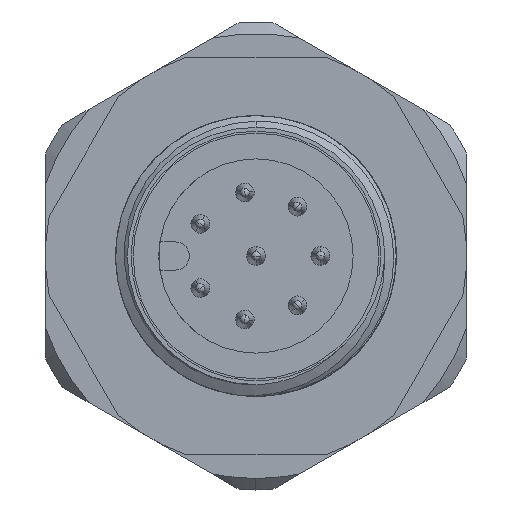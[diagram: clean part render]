
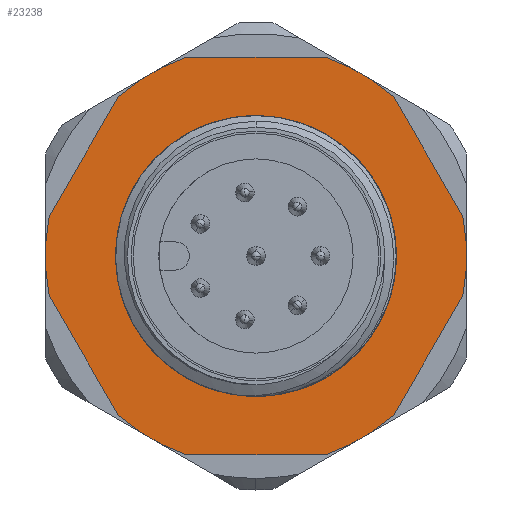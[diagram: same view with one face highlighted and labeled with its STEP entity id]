
A CAD part, left-side view. The second image highlights one B-rep face of the part: STEP entity #23238.
In plain terms, the highlighted face is planar.
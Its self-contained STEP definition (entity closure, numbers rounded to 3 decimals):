
#994 = EDGE_CURVE ( 'NONE', #4157, #2463, #60992, .T. ) ;
#1456 = CARTESIAN_POINT ( 'NONE',  ( -3.8, 2.958, -8.5 ) ) ;
#2249 = AXIS2_PLACEMENT_3D ( 'NONE', #39000, #34596, #40332 ) ;
#2463 = VERTEX_POINT ( 'NONE', #58580 ) ;
#3293 = EDGE_CURVE ( 'NONE', #58412, #19110, #62888, .T. ) ;
#3323 = VECTOR ( 'NONE', #33649, 1000. ) ;
#4157 = VERTEX_POINT ( 'NONE', #34133 ) ;
#5018 = ORIENTED_EDGE ( 'NONE', *, *, #32322, .F. ) ;
#5207 = CARTESIAN_POINT ( 'NONE',  ( -3.8, 5.882, 6.812 ) ) ;
#6377 = DIRECTION ( 'NONE',  ( -1., 0., 0. ) ) ;
#7102 = ORIENTED_EDGE ( 'NONE', *, *, #38093, .F. ) ;
#9177 = ORIENTED_EDGE ( 'NONE', *, *, #62933, .F. ) ;
#9505 = VECTOR ( 'NONE', #15757, 1000. ) ;
#9600 = CIRCLE ( 'NONE', #64584, 9. ) ;
#9754 = CARTESIAN_POINT ( 'NONE',  ( -3.8, 0., 0. ) ) ;
#9820 = LINE ( 'NONE', #59767, #52258 ) ;
#10355 = VERTEX_POINT ( 'NONE', #62357 ) ;
#11920 = AXIS2_PLACEMENT_3D ( 'NONE', #34303, #29311, #49896 ) ;
#12138 = ORIENTED_EDGE ( 'NONE', *, *, #53599, .F. ) ;
#12448 = DIRECTION ( 'NONE',  ( 0., 0., 1. ) ) ;
#12826 = CIRCLE ( 'NONE', #59137, 9. ) ;
#13772 = FACE_OUTER_BOUND ( 'NONE', #33952, .T. ) ;
#13839 = DIRECTION ( 'NONE',  ( 0., -1., 0. ) ) ;
#14088 = CIRCLE ( 'NONE', #61474, 9. ) ;
#15757 = DIRECTION ( 'NONE',  ( 0., -0.5, -0.866 ) ) ;
#18757 = DIRECTION ( 'NONE',  ( 0., 0., 1. ) ) ;
#19057 = CARTESIAN_POINT ( 'NONE',  ( -3.8, 2.958, 8.5 ) ) ;
#19110 = VERTEX_POINT ( 'NONE', #5207 ) ;
#19245 = AXIS2_PLACEMENT_3D ( 'NONE', #32310, #6377, #12448 ) ;
#20188 = DIRECTION ( 'NONE',  ( 0., 0., 1. ) ) ;
#22735 = AXIS2_PLACEMENT_3D ( 'NONE', #48767, #64964, #18757 ) ;
#23238 = ADVANCED_FACE ( 'NONE', ( #59981, #13772 ), #34986, .F. ) ;
#24031 = CARTESIAN_POINT ( 'NONE',  ( -3.8, -5.111, -8.147 ) ) ;
#24350 = DIRECTION ( 'NONE',  ( 0., -0.5, 0.866 ) ) ;
#24982 = DIRECTION ( 'NONE',  ( -1., 0., 0. ) ) ;
#25430 = ORIENTED_EDGE ( 'NONE', *, *, #49389, .F. ) ;
#25625 = CARTESIAN_POINT ( 'NONE',  ( -3.8, 0., 0. ) ) ;
#25700 = ORIENTED_EDGE ( 'NONE', *, *, #48794, .T. ) ;
#25898 = DIRECTION ( 'NONE',  ( 0., 0.5, 0.866 ) ) ;
#26868 = ORIENTED_EDGE ( 'NONE', *, *, #55778, .F. ) ;
#28057 = VECTOR ( 'NONE', #13839, 1000. ) ;
#28718 = LINE ( 'NONE', #24031, #56544 ) ;
#28969 = VERTEX_POINT ( 'NONE', #63926 ) ;
#29311 = DIRECTION ( 'NONE',  ( -1., 0., 0. ) ) ;
#32310 = CARTESIAN_POINT ( 'NONE',  ( -3.8, 0., 0. ) ) ;
#32322 = EDGE_CURVE ( 'NONE', #65433, #58412, #9820, .T. ) ;
#33148 = ORIENTED_EDGE ( 'NONE', *, *, #994, .F. ) ;
#33649 = DIRECTION ( 'NONE',  ( 0., 0.5, -0.866 ) ) ;
#33741 = AXIS2_PLACEMENT_3D ( 'NONE', #25625, #36350, #61735 ) ;
#33952 = EDGE_LOOP ( 'NONE', ( #12138, #50093, #9177, #58451, #5018, #40763, #33148, #49232, #25430, #46555, #26868, #7102 ) ) ;
#34133 = CARTESIAN_POINT ( 'NONE',  ( -3.8, -8.84, 1.688 ) ) ;
#34303 = CARTESIAN_POINT ( 'NONE',  ( -3.8, 9., 0. ) ) ;
#34421 = CARTESIAN_POINT ( 'NONE',  ( -3.8, 0., 0. ) ) ;
#34596 = DIRECTION ( 'NONE',  ( -1., 0., 0. ) ) ;
#34986 = PLANE ( 'NONE',  #11920 ) ;
#36350 = DIRECTION ( 'NONE',  ( -1., 0., 0. ) ) ;
#36468 = VECTOR ( 'NONE', #25898, 1000. ) ;
#37372 = CARTESIAN_POINT ( 'NONE',  ( -3.8, -2.958, 8.5 ) ) ;
#37663 = LINE ( 'NONE', #54558, #3323 ) ;
#38093 = EDGE_CURVE ( 'NONE', #28969, #40819, #12826, .T. ) ;
#38184 = EDGE_CURVE ( 'NONE', #63110, #4157, #9600, .T. ) ;
#38829 = CIRCLE ( 'NONE', #2249, 9. ) ;
#39000 = CARTESIAN_POINT ( 'NONE',  ( -3.8, 0., 0. ) ) ;
#39349 = CARTESIAN_POINT ( 'NONE',  ( -3.8, -8.84, -1.688 ) ) ;
#40238 = AXIS2_PLACEMENT_3D ( 'NONE', #45817, #66417, #20188 ) ;
#40332 = DIRECTION ( 'NONE',  ( 0., 0., 1. ) ) ;
#40763 = ORIENTED_EDGE ( 'NONE', *, *, #62738, .F. ) ;
#40819 = VERTEX_POINT ( 'NONE', #1456 ) ;
#41232 = EDGE_CURVE ( 'NONE', #65239, #48523, #54795, .T. ) ;
#41674 = LINE ( 'NONE', #62617, #9505 ) ;
#43476 = EDGE_LOOP ( 'NONE', ( #25700, #52269 ) ) ;
#44489 = EDGE_CURVE ( 'NONE', #54322, #10355, #38829, .T. ) ;
#44844 = CARTESIAN_POINT ( 'NONE',  ( -3.8, 8.84, 1.688 ) ) ;
#45547 = DIRECTION ( 'NONE',  ( 0., 0., 1. ) ) ;
#45817 = CARTESIAN_POINT ( 'NONE',  ( -3.8, 0., 0. ) ) ;
#46555 = ORIENTED_EDGE ( 'NONE', *, *, #63238, .F. ) ;
#48523 = VERTEX_POINT ( 'NONE', #61933 ) ;
#48767 = CARTESIAN_POINT ( 'NONE',  ( -3.8, 0., 0. ) ) ;
#48794 = EDGE_CURVE ( 'NONE', #48523, #65239, #59663, .T. ) ;
#49232 = ORIENTED_EDGE ( 'NONE', *, *, #38184, .F. ) ;
#49389 = EDGE_CURVE ( 'NONE', #60358, #63110, #28718, .T. ) ;
#49896 = DIRECTION ( 'NONE',  ( 0., 0., 1. ) ) ;
#49966 = LINE ( 'NONE', #59728, #28057 ) ;
#50093 = ORIENTED_EDGE ( 'NONE', *, *, #44489, .F. ) ;
#51873 = CARTESIAN_POINT ( 'NONE',  ( -3.8, -5.111, 8.147 ) ) ;
#52258 = VECTOR ( 'NONE', #64868, 1000. ) ;
#52269 = ORIENTED_EDGE ( 'NONE', *, *, #41232, .T. ) ;
#53599 = EDGE_CURVE ( 'NONE', #10355, #28969, #41674, .T. ) ;
#54322 = VERTEX_POINT ( 'NONE', #44844 ) ;
#54558 = CARTESIAN_POINT ( 'NONE',  ( -3.8, 9.611, 0.353 ) ) ;
#54795 = CIRCLE ( 'NONE', #19245, 6. ) ;
#54854 = VERTEX_POINT ( 'NONE', #65186 ) ;
#55033 = DIRECTION ( 'NONE',  ( -1., 0., 0. ) ) ;
#55056 = CIRCLE ( 'NONE', #22735, 9. ) ;
#55778 = EDGE_CURVE ( 'NONE', #40819, #54854, #49966, .T. ) ;
#56023 = DIRECTION ( 'NONE',  ( 0., 0., 1. ) ) ;
#56544 = VECTOR ( 'NONE', #24350, 1000. ) ;
#57922 = CARTESIAN_POINT ( 'NONE',  ( -3.8, -5.882, -6.812 ) ) ;
#58412 = VERTEX_POINT ( 'NONE', #19057 ) ;
#58451 = ORIENTED_EDGE ( 'NONE', *, *, #3293, .F. ) ;
#58580 = CARTESIAN_POINT ( 'NONE',  ( -3.8, -5.882, 6.812 ) ) ;
#58727 = CARTESIAN_POINT ( 'NONE',  ( -3.8, 0., -6. ) ) ;
#58758 = DIRECTION ( 'NONE',  ( -1., 0., 0. ) ) ;
#59137 = AXIS2_PLACEMENT_3D ( 'NONE', #34421, #58758, #59779 ) ;
#59663 = CIRCLE ( 'NONE', #40238, 6. ) ;
#59728 = CARTESIAN_POINT ( 'NONE',  ( -3.8, 9., -8.5 ) ) ;
#59767 = CARTESIAN_POINT ( 'NONE',  ( -3.8, 9., 8.5 ) ) ;
#59779 = DIRECTION ( 'NONE',  ( 0., 0., 1. ) ) ;
#59981 = FACE_BOUND ( 'NONE', #43476, .T. ) ;
#60358 = VERTEX_POINT ( 'NONE', #57922 ) ;
#60992 = LINE ( 'NONE', #51873, #36468 ) ;
#61474 = AXIS2_PLACEMENT_3D ( 'NONE', #9754, #24982, #45547 ) ;
#61735 = DIRECTION ( 'NONE',  ( 0., 0., 1. ) ) ;
#61933 = CARTESIAN_POINT ( 'NONE',  ( -3.8, 0., 6. ) ) ;
#62357 = CARTESIAN_POINT ( 'NONE',  ( -3.8, 8.84, -1.688 ) ) ;
#62617 = CARTESIAN_POINT ( 'NONE',  ( -3.8, 9.611, -0.353 ) ) ;
#62738 = EDGE_CURVE ( 'NONE', #2463, #65433, #14088, .T. ) ;
#62888 = CIRCLE ( 'NONE', #33741, 9. ) ;
#62933 = EDGE_CURVE ( 'NONE', #19110, #54322, #37663, .T. ) ;
#63110 = VERTEX_POINT ( 'NONE', #39349 ) ;
#63238 = EDGE_CURVE ( 'NONE', #54854, #60358, #55056, .T. ) ;
#63926 = CARTESIAN_POINT ( 'NONE',  ( -3.8, 5.882, -6.812 ) ) ;
#64584 = AXIS2_PLACEMENT_3D ( 'NONE', #66215, #55033, #56023 ) ;
#64868 = DIRECTION ( 'NONE',  ( 0., 1., 0. ) ) ;
#64964 = DIRECTION ( 'NONE',  ( -1., 0., 0. ) ) ;
#65186 = CARTESIAN_POINT ( 'NONE',  ( -3.8, -2.958, -8.5 ) ) ;
#65239 = VERTEX_POINT ( 'NONE', #58727 ) ;
#65433 = VERTEX_POINT ( 'NONE', #37372 ) ;
#66215 = CARTESIAN_POINT ( 'NONE',  ( -3.8, 0., 0. ) ) ;
#66417 = DIRECTION ( 'NONE',  ( -1., 0., 0. ) ) ;
